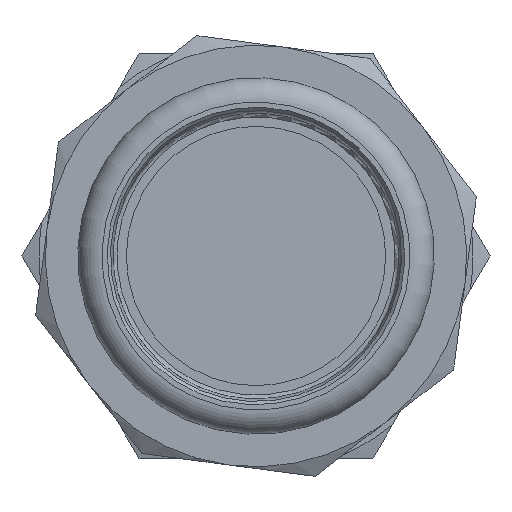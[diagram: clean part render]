
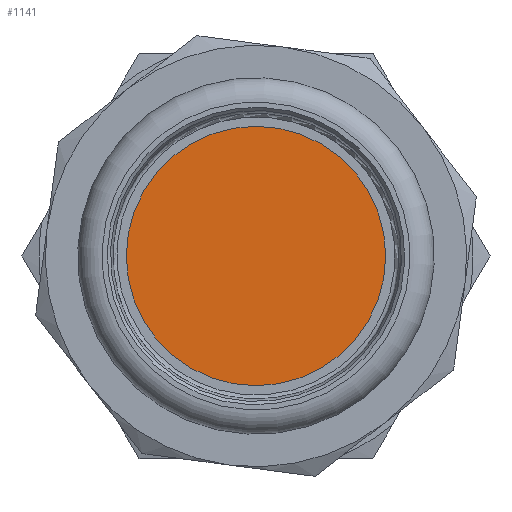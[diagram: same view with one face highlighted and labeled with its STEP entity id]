
A CAD part, left-side view. The second image highlights one B-rep face of the part: STEP entity #1141.
In plain terms, the highlighted planar face has unit normal (-1, 0, 0).
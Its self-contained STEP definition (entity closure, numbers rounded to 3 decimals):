
#212=FACE_OUTER_BOUND('',#287,.T.);
#287=EDGE_LOOP('',(#716));
#376=CIRCLE('',#1249,16.);
#446=VERTEX_POINT('',#1735);
#549=EDGE_CURVE('',#446,#446,#376,.T.);
#716=ORIENTED_EDGE('',*,*,#549,.F.);
#1042=PLANE('',#1248);
#1141=ADVANCED_FACE('',(#212),#1042,.F.);
#1248=AXIS2_PLACEMENT_3D('',#1734,#1406,#1407);
#1249=AXIS2_PLACEMENT_3D('',#1736,#1408,#1409);
#1406=DIRECTION('center_axis',(1.,0.,0.));
#1407=DIRECTION('ref_axis',(0.,0.866,0.5));
#1408=DIRECTION('center_axis',(1.,0.,0.));
#1409=DIRECTION('ref_axis',(0.,-0.339,-0.941));
#1734=CARTESIAN_POINT('Origin',(27.7,18.23,10.525));
#1735=CARTESIAN_POINT('',(27.7,5.43,15.05));
#1736=CARTESIAN_POINT('Origin',(27.7,0.,0.));
